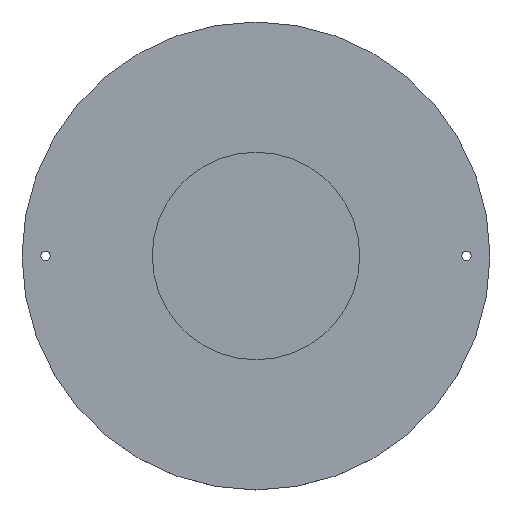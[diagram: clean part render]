
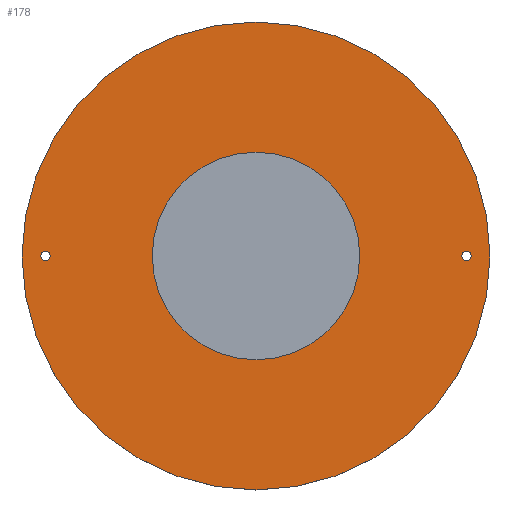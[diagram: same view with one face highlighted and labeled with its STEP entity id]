
A CAD part, top view. The second image highlights one B-rep face of the part: STEP entity #178.
In plain terms, the highlighted planar face has unit normal (0, 0, 1).
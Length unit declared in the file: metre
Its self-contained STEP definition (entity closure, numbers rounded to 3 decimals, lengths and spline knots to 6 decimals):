
#32=PLANE('',#246);
#54=ORIENTED_EDGE('',*,*,#72,.F.);
#55=ORIENTED_EDGE('',*,*,#70,.F.);
#56=ORIENTED_EDGE('',*,*,#68,.F.);
#57=ORIENTED_EDGE('',*,*,#74,.T.);
#68=EDGE_CURVE('',#82,#82,#96,.T.);
#70=EDGE_CURVE('',#84,#84,#98,.T.);
#72=EDGE_CURVE('',#86,#86,#100,.T.);
#74=EDGE_CURVE('',#88,#88,#102,.T.);
#82=VERTEX_POINT('',#335);
#84=VERTEX_POINT('',#340);
#86=VERTEX_POINT('',#345);
#88=VERTEX_POINT('',#350);
#96=CIRCLE('',#235,0.001);
#98=CIRCLE('',#238,0.001);
#100=CIRCLE('',#241,0.022169);
#102=CIRCLE('',#244,0.05);
#124=EDGE_LOOP('',(#54));
#125=EDGE_LOOP('',(#55));
#126=EDGE_LOOP('',(#56));
#127=EDGE_LOOP('',(#57));
#152=FACE_BOUND('',#124,.T.);
#153=FACE_BOUND('',#125,.T.);
#154=FACE_BOUND('',#126,.T.);
#155=FACE_BOUND('',#127,.T.);
#178=ADVANCED_FACE('',(#152,#153,#154,#155),#32,.T.);
#235=AXIS2_PLACEMENT_3D('',#334,#283,#284);
#238=AXIS2_PLACEMENT_3D('',#339,#289,#290);
#241=AXIS2_PLACEMENT_3D('',#344,#295,#296);
#244=AXIS2_PLACEMENT_3D('',#349,#301,#302);
#246=AXIS2_PLACEMENT_3D('',#353,#305,#306);
#283=DIRECTION('',(0.,0.,1.));
#284=DIRECTION('',(1.,0.,0.));
#289=DIRECTION('',(0.,0.,1.));
#290=DIRECTION('',(1.,0.,0.));
#295=DIRECTION('',(0.,0.,1.));
#296=DIRECTION('',(1.,0.,0.));
#301=DIRECTION('',(0.,0.,1.));
#302=DIRECTION('',(1.,0.,0.));
#305=DIRECTION('',(0.,0.,1.));
#306=DIRECTION('',(1.,0.,0.));
#334=CARTESIAN_POINT('',(-0.045,0.,0.015));
#335=CARTESIAN_POINT('',(-0.044,0.,0.015));
#339=CARTESIAN_POINT('',(0.045,0.,0.015));
#340=CARTESIAN_POINT('',(0.046,0.,0.015));
#344=CARTESIAN_POINT('',(0.,0.,0.015));
#345=CARTESIAN_POINT('',(0.022169,0.,0.015));
#349=CARTESIAN_POINT('',(0.,0.,0.015));
#350=CARTESIAN_POINT('',(0.05,0.,0.015));
#353=CARTESIAN_POINT('',(0.,0.,0.015));
